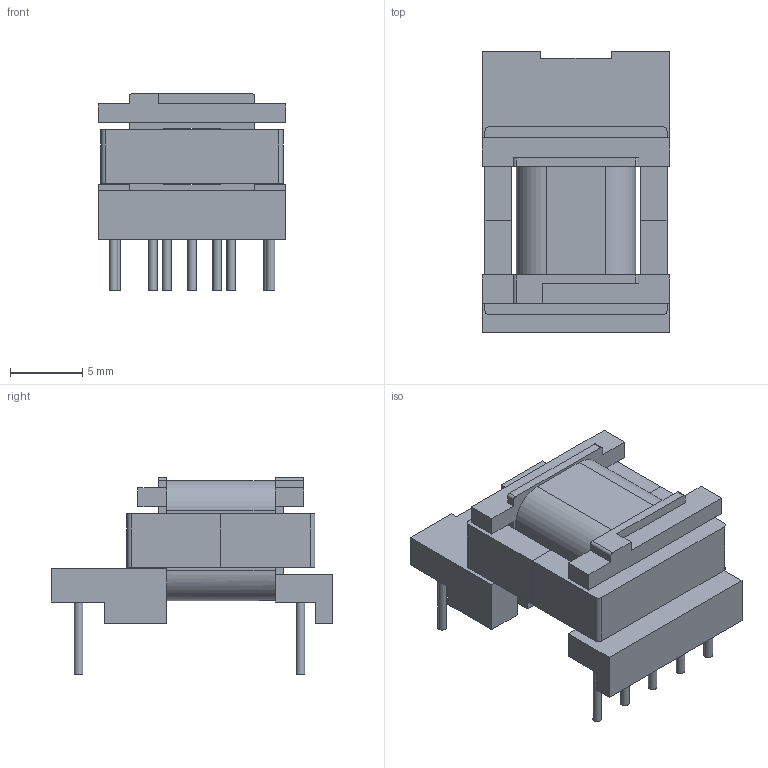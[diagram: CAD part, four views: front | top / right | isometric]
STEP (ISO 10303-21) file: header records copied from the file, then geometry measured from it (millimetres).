
FILE_DESCRIPTION( ( 'Unknown' ), '1' );
FILE_NAME( '7491181124.stp', 'Unknown', ( 'Unknown' ), ( 'Unknown' ), 'XStep 1.0', 'Unknown', ' ' );
FILE_SCHEMA( ( 'automotive_design' ) );
Length unit declared in the file: millimetre
Products named in the file (3): Assem1; Gehäuse; Core_EF 12.6
Bounding box: 13 x 19.5 x 13.6 mm (x, y, z)
Volume: 2460.8 mm3; surface area: 3434.3 mm2
Topology: 5 solids, 5 shells, 270 faces, 732 edges, 490 vertices
Faces by surface type: plane 218, cylinder 52
Full cylindrical faces by diameter (mm): 0.6 x18
Entity records: 4041 total; most frequent: CARTESIAN_POINT 680, ORIENTED_EDGE 654, DIRECTION 643, EDGE_CURVE 327, LINE 273, VECTOR 273, VERTEX_POINT 222, AXIS2_PLACEMENT_3D 185
